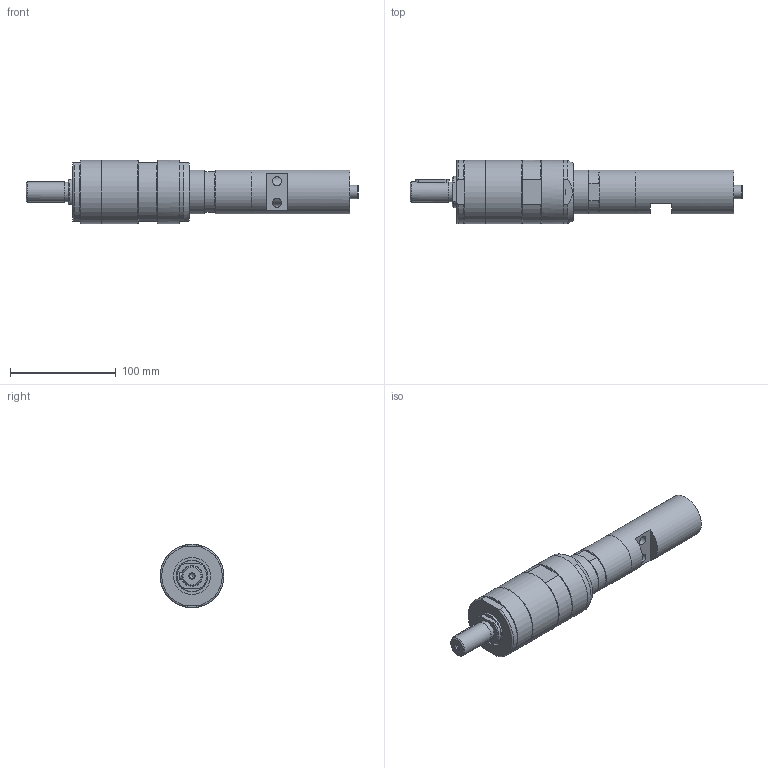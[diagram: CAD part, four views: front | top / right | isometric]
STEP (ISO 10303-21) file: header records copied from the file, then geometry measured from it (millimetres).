
FILE_DESCRIPTION(/* description */ (''),/* implementation_level */ '2;1');
FILE_NAME(/* name */ 'MUB 23-25_60009145.stp',/* time_stamp */ '2019-05-24T15:37:29+02:00',/* author */ ('flambert'),/* organization */ (''),/* preprocessor_version */ 'ST-DEVELOPER v17',/* originating_system */ 'Autodesk Inventor 2018',/* authorisation */ '');
FILE_SCHEMA (('AUTOMOTIVE_DESIGN { 1 0 10303 214 3 1 1 }'));
Length unit declared in the file: millimetre
Products named in the file (1): MUB 23-25_60009145
Bounding box: 313.5 x 60 x 60 mm (x, y, z)
Volume: 518429.6 mm3; surface area: 56960.1 mm2
Topology: 1 solids, 7 shells, 177 faces, 460 edges, 314 vertices
Faces by surface type: plane 77, cylinder 62, cone 30, torus 6, sphere 2
Full cylindrical faces by diameter (mm): 1.55 x2, 3.6 x1, 4 x1, 4.134 x1, 5 x1, 5.5 x1, 8 x1, 8.5 x1, 8.566 x2, 13 x1, 18.8 x1, 19 x1, 29.95 x1, 35 x1, 36 x1, 39 x1, 39.5 x1, 41.5 x3, 42 x1, 55.178 x1, 55.376 x1, 60 x3
Entity records: 6099 total; most frequent: CARTESIAN_POINT 1378, DIRECTION 990, ORIENTED_EDGE 916, EDGE_CURVE 458, AXIS2_PLACEMENT_3D 418, VERTEX_POINT 314, CIRCLE 240, EDGE_LOOP 200
